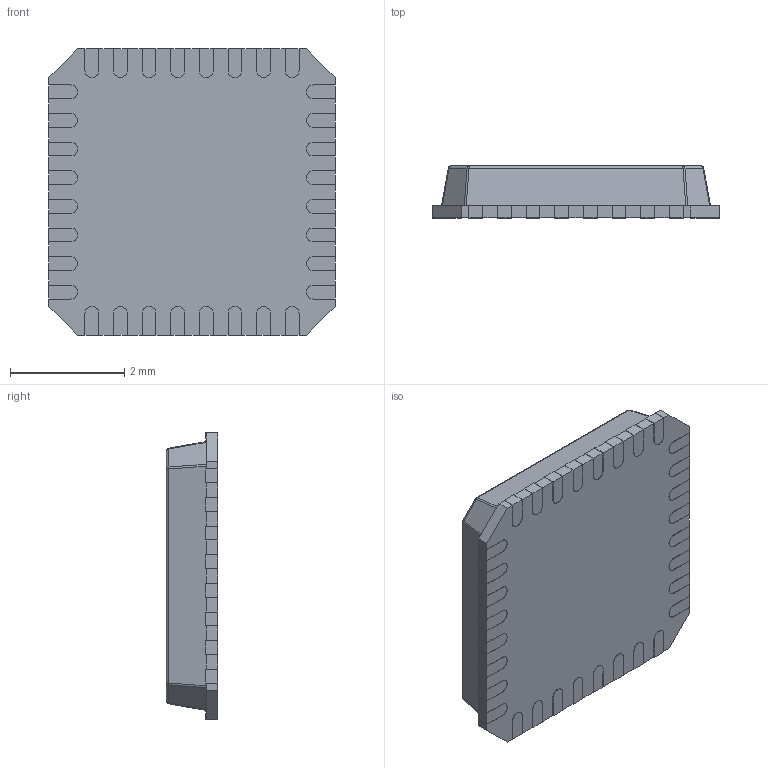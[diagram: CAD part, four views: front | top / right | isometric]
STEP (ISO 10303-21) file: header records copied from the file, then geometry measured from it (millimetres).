
FILE_DESCRIPTION (( 'STEP AP214' ), '1' );
FILE_NAME ('PVQFN-32.STEP', '2012-11-28T12:41:38', ( 'MARK' ), ( '' ), 'SwSTEP 2.0', 'SolidWorks 2012', '' );
FILE_SCHEMA (( 'AUTOMOTIVE_DESIGN' ));
Length unit declared in the file: millimetre
Products named in the file (1): PVQFN-32
Bounding box: 5.01 x 0.91 x 5.01 mm (x, y, z)
Volume: 19.4 mm3; surface area: 63.2 mm2
Topology: 1 solids, 1 shells, 331 faces, 968 edges, 632 vertices
Faces by surface type: plane 243, cylinder 80, sphere 8
Entity records: 13644 total; most frequent: CARTESIAN_POINT 1948, ORIENTED_EDGE 1920, DIRECTION 1768, EDGE_CURVE 960, VECTOR 800, LINE 800, VERTEX_POINT 632, AXIS2_PLACEMENT_3D 484
